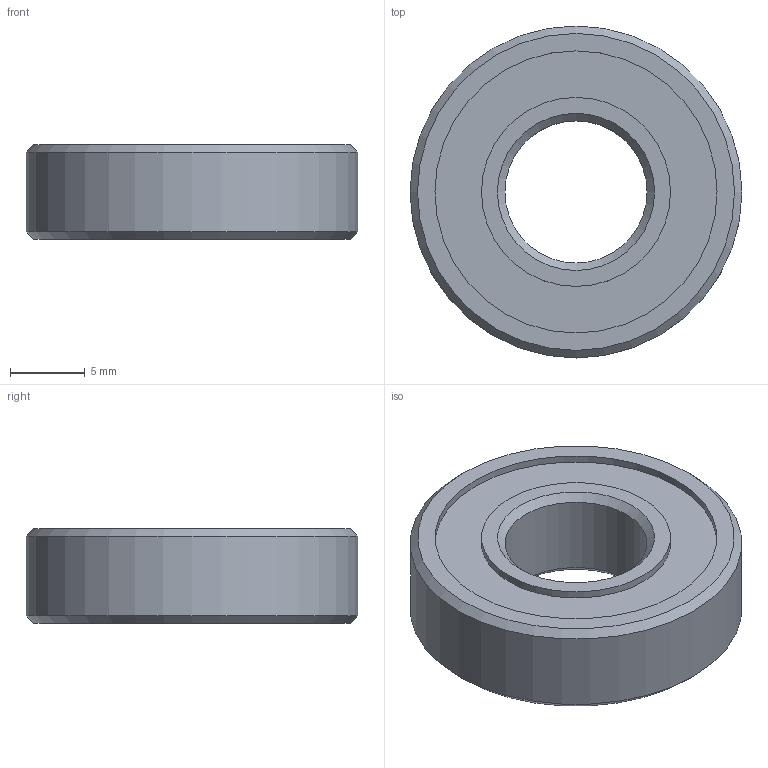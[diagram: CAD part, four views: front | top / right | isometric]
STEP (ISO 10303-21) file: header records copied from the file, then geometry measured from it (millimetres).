
FILE_DESCRIPTION(/* description */ ('Alibre Inc.'),/* implementation_level */ '2;1');
FILE_NAME(/* name */ 'export0',/* time_stamp */ '2015-07-05T22:45:55+12:00',/* author */ (''),/* organization */ (''),/* preprocessor_version */ 'ST-DEVELOPER v14',/* originating_system */ 'Alibre',/* authorisation */ '');
FILE_SCHEMA (('CONFIG_CONTROL_DESIGN'));
Length unit declared in the file: centimetre
Products named in the file (1): ID_1
Bounding box: 22.23 x 22.23 x 6.35 mm (x, y, z)
Volume: 1831.5 mm3; surface area: 1307.5 mm2
Topology: 1 solids, 1 shells, 16 faces, 26 edges, 16 vertices
Faces by surface type: cylinder 6, plane 6, cone 4
Full cylindrical faces by diameter (mm): 9.525 x1, 12.656 x2, 18.895 x2, 22.225 x1
Entity records: 399 total; most frequent: DIRECTION 56, CARTESIAN_POINT 46, ORIENTED_EDGE 32, EDGE_LOOP 32, FACE_BOUND 32, AXIS2_PLACEMENT_3D 30, VERTEX_POINT 16, CIRCLE 16
